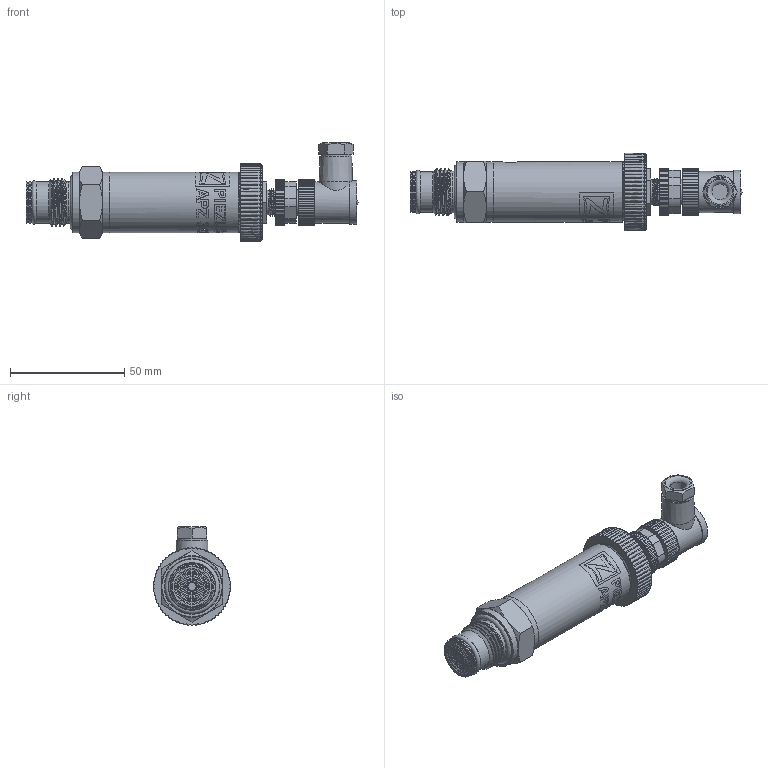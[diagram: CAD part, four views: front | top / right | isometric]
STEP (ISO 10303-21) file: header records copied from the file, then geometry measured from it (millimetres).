
FILE_DESCRIPTION(/* description */ (''),/* implementation_level */ '2;1');
FILE_NAME(/* name */ 'APZ3420m_G1''2DIN-solidflush_3.step',/* time_stamp */ '2021-07-06T15:47:46+03:00',/* author */ (''),/* organization */ (''),/* preprocessor_version */ 'ST-DEVELOPER v18.1',/* originating_system */ 'Autodesk Translation Framework v10.9.0.1377',/* authorisation */ '');
FILE_SCHEMA (('AUTOMOTIVE_DESIGN { 1 0 10303 214 3 1 1 }'));
Length unit declared in the file: millimetre
Products named in the file (7): АПЗ 3420м заполненная; OMAL nut M27x1.5; Ш100.000.002; M12x1 male; M12x1 female angular; shell; G 1/2 flush diaphragm
Assembly tree (6 placements, depth 2):
  АПЗ 3420м заполненная
    OMAL nut M27x1.5
    Ш100.000.002
    M12x1 male
    M12x1 female angular
    shell
    G 1/2 flush diaphragm
Bounding box: 145.57 x 34 x 43.2 mm (x, y, z)
Volume: 68581.8 mm3; surface area: 25536.1 mm2
Topology: 19 solids, 19 shells, 1060 faces, 2909 edges, 1944 vertices
Faces by surface type: bspline 479, cylinder 335, plane 190, cone 31, torus 24, sphere 1
Full cylindrical faces by diameter (mm): 1 x12, 1.5 x4, 2 x2, 4 x1, 7 x1, 7.183 x1, 8 x1, 8.2 x1, 9.471 x2, 10.6 x2, 10.741 x6, 11.035 x4, 11.156 x1, 11.884 x5, 12.152 x4, 13 x1, 14 x1, 14.137 x4, 14.526 x3, 15 x1, 15.85 x3, 16.203 x3, 17.4 x1, 18 x4, 18.4 x1, 18.631 x2, 19 x1, 21.4 x2, 22.3 x1, 22.5 x1
Entity records: 58843 total; most frequent: CARTESIAN_POINT 35226, ORIENTED_EDGE 5818, DIRECTION 3353, EDGE_CURVE 2909, VERTEX_POINT 1944, B_SPLINE_CURVE_WITH_KNOTS 1272, AXIS2_PLACEMENT_3D 1212, EDGE_LOOP 1137
